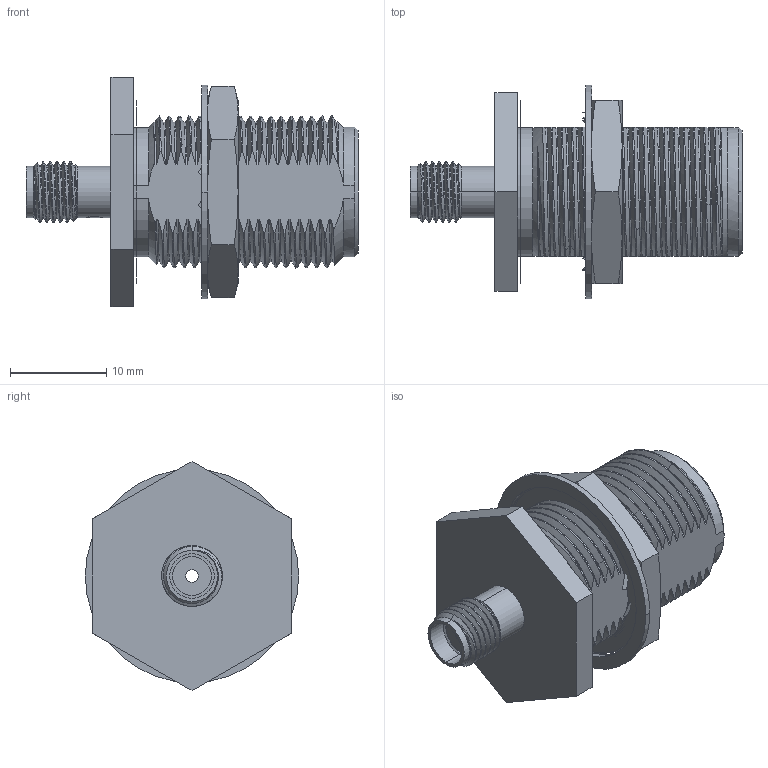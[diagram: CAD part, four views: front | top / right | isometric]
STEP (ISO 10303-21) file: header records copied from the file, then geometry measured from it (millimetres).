
FILE_DESCRIPTION((''),'2;1');
FILE_NAME('901-3143-1000','2013-11-05T',('Abhay'),(''),'PRO/ENGINEER BY PARAMETRIC TECHNOLOGY CORPORATION, 2012420','PRO/ENGINEER BY PARAMETRIC TECHNOLOGY CORPORATION, 2012420','');
FILE_SCHEMA(('CONFIG_CONTROL_DESIGN'));
Products named in the file (1): 901-3143-1000
Bounding box: 34.54 x 22.2 x 23.83 mm (x, y, z)
Surface area: 4088.2 mm2 (no closed solid volume)
Topology: 0 solids, 15 shells, 299 faces, 1014 edges, 715 vertices
Faces by surface type: bspline 138, cylinder 79, plane 47, cone 33, torus 2
Entity records: 49043 total; most frequent: CARTESIAN_POINT 41588, ORIENTED_EDGE 1759, EDGE_CURVE 1014, DIRECTION 994, VERTEX_POINT 715, B_SPLINE_CURVE_WITH_KNOTS 486, VECTOR 384, LINE 384
